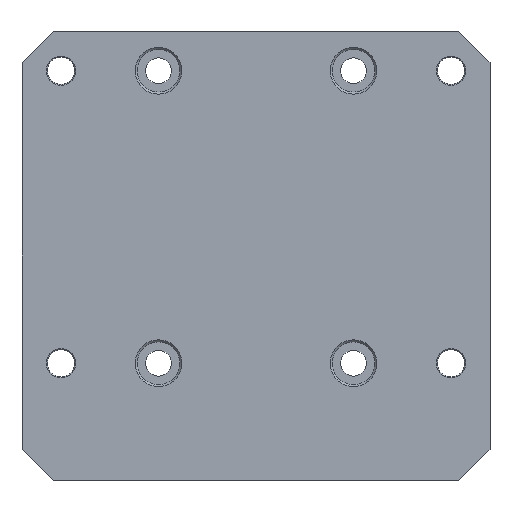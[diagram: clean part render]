
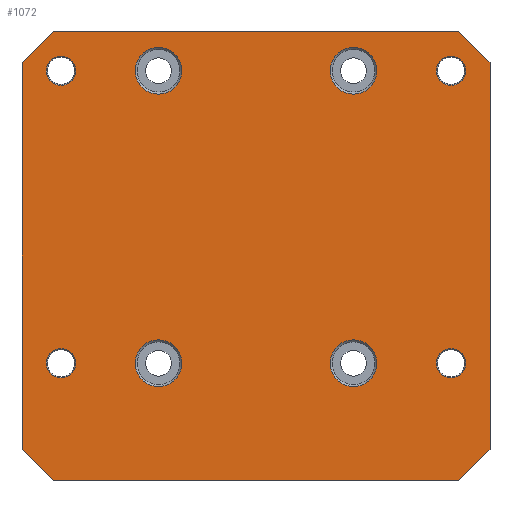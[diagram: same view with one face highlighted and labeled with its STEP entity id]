
A CAD part, front view. The second image highlights one B-rep face of the part: STEP entity #1072.
In plain terms, the highlighted planar face has unit normal (0, -1, 0).
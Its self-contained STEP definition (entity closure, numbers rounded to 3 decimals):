
#41=FACE_BOUND('',#283,.T.);
#42=FACE_BOUND('',#284,.T.);
#43=FACE_BOUND('',#285,.T.);
#44=FACE_BOUND('',#286,.T.);
#45=FACE_BOUND('',#287,.T.);
#46=FACE_BOUND('',#288,.T.);
#47=FACE_BOUND('',#289,.T.);
#48=FACE_BOUND('',#290,.T.);
#82=LINE('',#1694,#147);
#88=LINE('',#1707,#153);
#90=LINE('',#1712,#155);
#94=LINE('',#1721,#159);
#103=LINE('',#1764,#168);
#104=LINE('',#1765,#169);
#105=LINE('',#1766,#170);
#106=LINE('',#1767,#171);
#147=VECTOR('',#1321,99.);
#153=VECTOR('',#1329,104.);
#155=VECTOR('',#1333,99.);
#159=VECTOR('',#1339,104.);
#168=VECTOR('',#1382,11.314);
#169=VECTOR('',#1383,11.314);
#170=VECTOR('',#1384,11.314);
#171=VECTOR('',#1385,11.314);
#215=FACE_OUTER_BOUND('',#282,.T.);
#282=EDGE_LOOP('',(#775,#776,#777,#778,#779,#780,#781,#782));
#283=EDGE_LOOP('',(#783,#784));
#284=EDGE_LOOP('',(#785,#786));
#285=EDGE_LOOP('',(#787,#788));
#286=EDGE_LOOP('',(#789,#790));
#287=EDGE_LOOP('',(#791));
#288=EDGE_LOOP('',(#792));
#289=EDGE_LOOP('',(#793));
#290=EDGE_LOOP('',(#794));
#366=CIRCLE('',#1170,6.);
#367=CIRCLE('',#1171,6.);
#368=CIRCLE('',#1172,6.);
#369=CIRCLE('',#1173,6.);
#370=CIRCLE('',#1174,6.);
#371=CIRCLE('',#1175,6.);
#372=CIRCLE('',#1176,6.);
#373=CIRCLE('',#1177,6.);
#374=CIRCLE('',#1178,3.75);
#375=CIRCLE('',#1179,3.75);
#376=CIRCLE('',#1180,3.75);
#377=CIRCLE('',#1181,3.75);
#451=VERTEX_POINT('',#1692);
#452=VERTEX_POINT('',#1693);
#457=VERTEX_POINT('',#1704);
#458=VERTEX_POINT('',#1706);
#459=VERTEX_POINT('',#1710);
#460=VERTEX_POINT('',#1711);
#463=VERTEX_POINT('',#1719);
#464=VERTEX_POINT('',#1720);
#482=VERTEX_POINT('',#1768);
#483=VERTEX_POINT('',#1769);
#484=VERTEX_POINT('',#1772);
#485=VERTEX_POINT('',#1773);
#486=VERTEX_POINT('',#1776);
#487=VERTEX_POINT('',#1777);
#488=VERTEX_POINT('',#1780);
#489=VERTEX_POINT('',#1781);
#490=VERTEX_POINT('',#1784);
#491=VERTEX_POINT('',#1786);
#492=VERTEX_POINT('',#1788);
#493=VERTEX_POINT('',#1790);
#569=EDGE_CURVE('',#451,#452,#82,.T.);
#575=EDGE_CURVE('',#457,#458,#88,.T.);
#577=EDGE_CURVE('',#459,#460,#90,.T.);
#581=EDGE_CURVE('',#463,#464,#94,.T.);
#605=EDGE_CURVE('',#457,#452,#103,.F.);
#606=EDGE_CURVE('',#451,#464,#104,.F.);
#607=EDGE_CURVE('',#463,#460,#105,.F.);
#608=EDGE_CURVE('',#459,#458,#106,.F.);
#609=EDGE_CURVE('',#482,#483,#366,.T.);
#610=EDGE_CURVE('',#483,#482,#367,.T.);
#611=EDGE_CURVE('',#484,#485,#368,.T.);
#612=EDGE_CURVE('',#485,#484,#369,.T.);
#613=EDGE_CURVE('',#486,#487,#370,.T.);
#614=EDGE_CURVE('',#487,#486,#371,.T.);
#615=EDGE_CURVE('',#488,#489,#372,.T.);
#616=EDGE_CURVE('',#489,#488,#373,.T.);
#617=EDGE_CURVE('',#490,#490,#374,.T.);
#618=EDGE_CURVE('',#491,#491,#375,.T.);
#619=EDGE_CURVE('',#492,#492,#376,.T.);
#620=EDGE_CURVE('',#493,#493,#377,.T.);
#775=ORIENTED_EDGE('',*,*,#575,.F.);
#776=ORIENTED_EDGE('',*,*,#605,.T.);
#777=ORIENTED_EDGE('',*,*,#569,.F.);
#778=ORIENTED_EDGE('',*,*,#606,.T.);
#779=ORIENTED_EDGE('',*,*,#581,.F.);
#780=ORIENTED_EDGE('',*,*,#607,.T.);
#781=ORIENTED_EDGE('',*,*,#577,.F.);
#782=ORIENTED_EDGE('',*,*,#608,.T.);
#783=ORIENTED_EDGE('',*,*,#609,.F.);
#784=ORIENTED_EDGE('',*,*,#610,.F.);
#785=ORIENTED_EDGE('',*,*,#611,.F.);
#786=ORIENTED_EDGE('',*,*,#612,.F.);
#787=ORIENTED_EDGE('',*,*,#613,.F.);
#788=ORIENTED_EDGE('',*,*,#614,.F.);
#789=ORIENTED_EDGE('',*,*,#615,.F.);
#790=ORIENTED_EDGE('',*,*,#616,.F.);
#791=ORIENTED_EDGE('',*,*,#617,.T.);
#792=ORIENTED_EDGE('',*,*,#618,.T.);
#793=ORIENTED_EDGE('',*,*,#619,.T.);
#794=ORIENTED_EDGE('',*,*,#620,.T.);
#1049=PLANE('',#1169);
#1072=ADVANCED_FACE('',(#215,#41,#42,#43,#44,#45,#46,#47,#48),#1049,.F.);
#1169=AXIS2_PLACEMENT_3D('',#1763,#1380,#1381);
#1170=AXIS2_PLACEMENT_3D('',#1770,#1386,#1387);
#1171=AXIS2_PLACEMENT_3D('',#1771,#1388,#1389);
#1172=AXIS2_PLACEMENT_3D('',#1774,#1390,#1391);
#1173=AXIS2_PLACEMENT_3D('',#1775,#1392,#1393);
#1174=AXIS2_PLACEMENT_3D('',#1778,#1394,#1395);
#1175=AXIS2_PLACEMENT_3D('',#1779,#1396,#1397);
#1176=AXIS2_PLACEMENT_3D('',#1782,#1398,#1399);
#1177=AXIS2_PLACEMENT_3D('',#1783,#1400,#1401);
#1178=AXIS2_PLACEMENT_3D('',#1785,#1402,#1403);
#1179=AXIS2_PLACEMENT_3D('',#1787,#1404,#1405);
#1180=AXIS2_PLACEMENT_3D('',#1789,#1406,#1407);
#1181=AXIS2_PLACEMENT_3D('',#1791,#1408,#1409);
#1321=DIRECTION('',(0.,0.,-1.));
#1329=DIRECTION('',(-1.,0.,0.));
#1333=DIRECTION('',(0.,0.,1.));
#1339=DIRECTION('',(1.,0.,0.));
#1380=DIRECTION('center_axis',(0.,1.,0.));
#1381=DIRECTION('ref_axis',(0.,0.,1.));
#1382=DIRECTION('',(-0.707,0.,-0.707));
#1383=DIRECTION('',(0.707,0.,-0.707));
#1384=DIRECTION('',(0.707,0.,0.707));
#1385=DIRECTION('',(-0.707,0.,0.707));
#1386=DIRECTION('center_axis',(0.,-1.,0.));
#1387=DIRECTION('ref_axis',(0.,0.,-1.));
#1388=DIRECTION('center_axis',(0.,-1.,0.));
#1389=DIRECTION('ref_axis',(0.,0.,-1.));
#1390=DIRECTION('center_axis',(0.,-1.,0.));
#1391=DIRECTION('ref_axis',(0.,0.,-1.));
#1392=DIRECTION('center_axis',(0.,-1.,0.));
#1393=DIRECTION('ref_axis',(0.,0.,-1.));
#1394=DIRECTION('center_axis',(0.,-1.,0.));
#1395=DIRECTION('ref_axis',(0.,0.,-1.));
#1396=DIRECTION('center_axis',(0.,-1.,0.));
#1397=DIRECTION('ref_axis',(0.,0.,-1.));
#1398=DIRECTION('center_axis',(0.,-1.,0.));
#1399=DIRECTION('ref_axis',(0.,0.,-1.));
#1400=DIRECTION('center_axis',(0.,-1.,0.));
#1401=DIRECTION('ref_axis',(0.,0.,-1.));
#1402=DIRECTION('center_axis',(0.,1.,0.));
#1403=DIRECTION('ref_axis',(0.,0.,1.));
#1404=DIRECTION('center_axis',(0.,1.,0.));
#1405=DIRECTION('ref_axis',(0.,0.,1.));
#1406=DIRECTION('center_axis',(0.,1.,0.));
#1407=DIRECTION('ref_axis',(0.,0.,1.));
#1408=DIRECTION('center_axis',(0.,1.,0.));
#1409=DIRECTION('ref_axis',(0.,0.,1.));
#1692=CARTESIAN_POINT('',(60.,0.,27.));
#1693=CARTESIAN_POINT('',(60.,0.,-72.));
#1694=CARTESIAN_POINT('',(60.,0.,27.));
#1704=CARTESIAN_POINT('',(52.,0.,-80.));
#1706=CARTESIAN_POINT('',(-52.,0.,-80.));
#1707=CARTESIAN_POINT('',(52.,0.,-80.));
#1710=CARTESIAN_POINT('',(-60.,0.,-72.));
#1711=CARTESIAN_POINT('',(-60.,0.,27.));
#1712=CARTESIAN_POINT('',(-60.,0.,-72.));
#1719=CARTESIAN_POINT('',(-52.,0.,35.));
#1720=CARTESIAN_POINT('',(52.,0.,35.));
#1721=CARTESIAN_POINT('',(-52.,0.,35.));
#1763=CARTESIAN_POINT('Origin',(0.,0.,0.));
#1764=CARTESIAN_POINT('',(60.,0.,-72.));
#1765=CARTESIAN_POINT('',(52.,0.,35.));
#1766=CARTESIAN_POINT('',(-60.,0.,27.));
#1767=CARTESIAN_POINT('',(-52.,0.,-80.));
#1768=CARTESIAN_POINT('',(25.,0.,-56.));
#1769=CARTESIAN_POINT('',(25.,0.,-44.));
#1770=CARTESIAN_POINT('Origin',(25.,0.,-50.));
#1771=CARTESIAN_POINT('Origin',(25.,0.,-50.));
#1772=CARTESIAN_POINT('',(25.,0.,19.));
#1773=CARTESIAN_POINT('',(25.,0.,31.));
#1774=CARTESIAN_POINT('Origin',(25.,0.,25.));
#1775=CARTESIAN_POINT('Origin',(25.,0.,25.));
#1776=CARTESIAN_POINT('',(-25.,0.,19.));
#1777=CARTESIAN_POINT('',(-25.,0.,31.));
#1778=CARTESIAN_POINT('Origin',(-25.,0.,25.));
#1779=CARTESIAN_POINT('Origin',(-25.,0.,25.));
#1780=CARTESIAN_POINT('',(-25.,0.,-56.));
#1781=CARTESIAN_POINT('',(-25.,0.,-44.));
#1782=CARTESIAN_POINT('Origin',(-25.,0.,-50.));
#1783=CARTESIAN_POINT('Origin',(-25.,0.,-50.));
#1784=CARTESIAN_POINT('',(-50.,0.,-46.25));
#1785=CARTESIAN_POINT('Origin',(-50.,0.,-50.));
#1786=CARTESIAN_POINT('',(-50.,0.,28.75));
#1787=CARTESIAN_POINT('Origin',(-50.,0.,25.));
#1788=CARTESIAN_POINT('',(50.,0.,-46.25));
#1789=CARTESIAN_POINT('Origin',(50.,0.,-50.));
#1790=CARTESIAN_POINT('',(50.,0.,28.75));
#1791=CARTESIAN_POINT('Origin',(50.,0.,25.));
